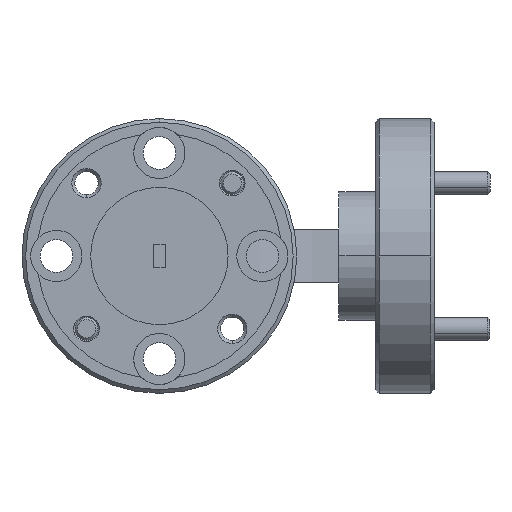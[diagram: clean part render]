
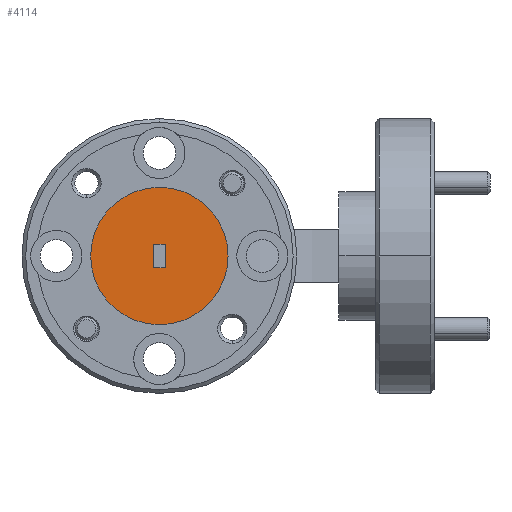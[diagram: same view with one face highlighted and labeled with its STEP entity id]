
A CAD part, left-side view. The second image highlights one B-rep face of the part: STEP entity #4114.
In plain terms, the highlighted planar face has unit normal (-1, 0, 0).
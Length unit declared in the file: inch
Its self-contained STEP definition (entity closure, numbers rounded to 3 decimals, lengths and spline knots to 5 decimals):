
#149 = VERTEX_POINT ( 'NONE', #669 ) ;
#299 = LINE ( 'NONE', #4709, #3745 ) ;
#333 = VERTEX_POINT ( 'NONE', #1686 ) ;
#358 = ORIENTED_EDGE ( 'NONE', *, *, #1260, .T. ) ;
#411 = ORIENTED_EDGE ( 'NONE', *, *, #1464, .T. ) ;
#579 = LINE ( 'NONE', #2815, #4229 ) ;
#669 = CARTESIAN_POINT ( 'NONE',  ( -3.11322, 1.12738, 0.6639 ) ) ;
#703 = AXIS2_PLACEMENT_3D ( 'NONE', #2923, #1461, #3359 ) ;
#783 = EDGE_CURVE ( 'NONE', #1728, #333, #3910, .T. ) ;
#888 = VERTEX_POINT ( 'NONE', #2148 ) ;
#891 = DIRECTION ( 'NONE',  ( 0., -1., 0. ) ) ;
#901 = EDGE_CURVE ( 'NONE', #888, #1224, #299, .T. ) ;
#937 = DIRECTION ( 'NONE',  ( 0., 1., 0. ) ) ;
#1031 = CARTESIAN_POINT ( 'NONE',  ( -3.11322, 1.15988, 0.6639 ) ) ;
#1224 = VERTEX_POINT ( 'NONE', #4763 ) ;
#1260 = EDGE_CURVE ( 'NONE', #333, #1728, #1944, .T. ) ;
#1274 = CARTESIAN_POINT ( 'NONE',  ( -3.11322, 1.14363, 0.6964 ) ) ;
#1315 = ORIENTED_EDGE ( 'NONE', *, *, #783, .T. ) ;
#1394 = DIRECTION ( 'NONE',  ( 0., 1., 0. ) ) ;
#1406 = DIRECTION ( 'NONE',  ( 0., 0., 1. ) ) ;
#1461 = DIRECTION ( 'NONE',  ( -1., 0., 0. ) ) ;
#1464 = EDGE_CURVE ( 'NONE', #149, #888, #4695, .T. ) ;
#1661 = LINE ( 'NONE', #2771, #1761 ) ;
#1686 = CARTESIAN_POINT ( 'NONE',  ( -3.11322, 1.14363, 0.8839 ) ) ;
#1728 = VERTEX_POINT ( 'NONE', #4231 ) ;
#1742 = DIRECTION ( 'NONE',  ( 0., 0., 1. ) ) ;
#1761 = VECTOR ( 'NONE', #4245, 39.37008 ) ;
#1768 = CARTESIAN_POINT ( 'NONE',  ( -3.11322, 1.14363, 0.6964 ) ) ;
#1944 = CIRCLE ( 'NONE', #703, 0.1875 ) ;
#2011 = ORIENTED_EDGE ( 'NONE', *, *, #3725, .T. ) ;
#2057 = EDGE_LOOP ( 'NONE', ( #358, #1315 ) ) ;
#2148 = CARTESIAN_POINT ( 'NONE',  ( -3.11322, 1.15988, 0.6639 ) ) ;
#2334 = PLANE ( 'NONE',  #4221 ) ;
#2726 = VERTEX_POINT ( 'NONE', #3130 ) ;
#2771 = CARTESIAN_POINT ( 'NONE',  ( -3.11322, 1.12738, 0.6639 ) ) ;
#2815 = CARTESIAN_POINT ( 'NONE',  ( -3.11322, 1.15988, 0.7289 ) ) ;
#2851 = DIRECTION ( 'NONE',  ( -1., 0., 0. ) ) ;
#2923 = CARTESIAN_POINT ( 'NONE',  ( -3.11322, 1.14363, 0.6964 ) ) ;
#3110 = ORIENTED_EDGE ( 'NONE', *, *, #901, .T. ) ;
#3130 = CARTESIAN_POINT ( 'NONE',  ( -3.11322, 1.12738, 0.7289 ) ) ;
#3359 = DIRECTION ( 'NONE',  ( 0., 0., 1. ) ) ;
#3426 = VECTOR ( 'NONE', #1394, 39.37008 ) ;
#3536 = EDGE_LOOP ( 'NONE', ( #3110, #4562, #2011, #411 ) ) ;
#3537 = FACE_OUTER_BOUND ( 'NONE', #2057, .T. ) ;
#3588 = AXIS2_PLACEMENT_3D ( 'NONE', #1768, #2851, #1742 ) ;
#3658 = EDGE_CURVE ( 'NONE', #1224, #2726, #579, .T. ) ;
#3725 = EDGE_CURVE ( 'NONE', #2726, #149, #1661, .T. ) ;
#3745 = VECTOR ( 'NONE', #1406, 39.37008 ) ;
#3827 = DIRECTION ( 'NONE',  ( 1., 0., 0. ) ) ;
#3910 = CIRCLE ( 'NONE', #3588, 0.1875 ) ;
#4114 = ADVANCED_FACE ( 'NONE', ( #3537, #4572 ), #2334, .F. ) ;
#4221 = AXIS2_PLACEMENT_3D ( 'NONE', #1274, #3827, #937 ) ;
#4229 = VECTOR ( 'NONE', #891, 39.37008 ) ;
#4231 = CARTESIAN_POINT ( 'NONE',  ( -3.11322, 1.14363, 0.5089 ) ) ;
#4245 = DIRECTION ( 'NONE',  ( 0., 0., -1. ) ) ;
#4562 = ORIENTED_EDGE ( 'NONE', *, *, #3658, .T. ) ;
#4572 = FACE_BOUND ( 'NONE', #3536, .T. ) ;
#4695 = LINE ( 'NONE', #1031, #3426 ) ;
#4709 = CARTESIAN_POINT ( 'NONE',  ( -3.11322, 1.15988, 0.6639 ) ) ;
#4763 = CARTESIAN_POINT ( 'NONE',  ( -3.11322, 1.15988, 0.7289 ) ) ;
